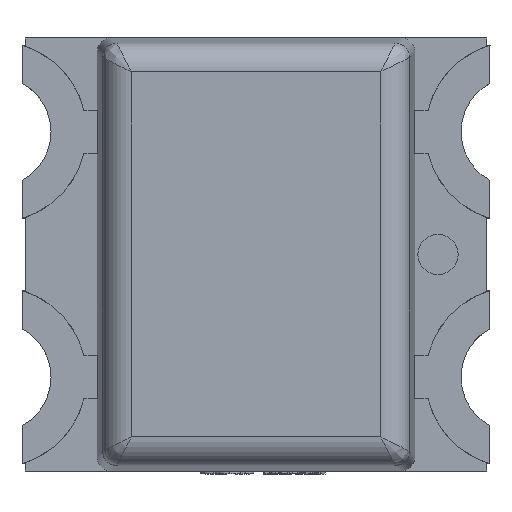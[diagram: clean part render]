
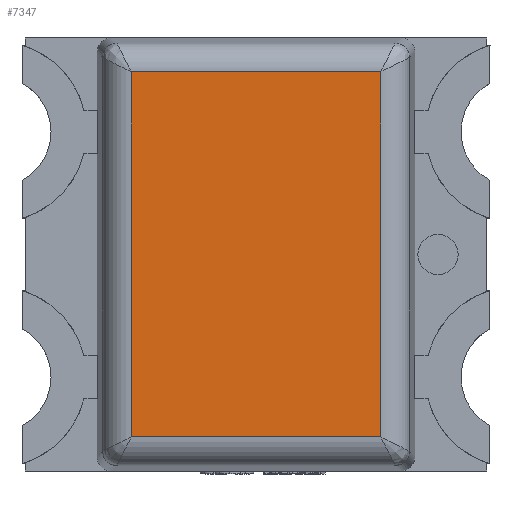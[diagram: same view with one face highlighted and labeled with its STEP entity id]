
A CAD part, top view. The second image highlights one B-rep face of the part: STEP entity #7347.
In plain terms, the highlighted planar face has unit normal (0, 0, 1).
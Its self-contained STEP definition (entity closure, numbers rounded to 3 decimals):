
#31 = ORIENTED_EDGE ( 'NONE', *, *, #7153, .T. ) ;
#593 = ORIENTED_EDGE ( 'NONE', *, *, #13998, .T. ) ;
#731 = EDGE_LOOP ( 'NONE', ( #31, #6938, #13542, #593 ) ) ;
#921 = DIRECTION ( 'NONE',  ( 0., 0., 1. ) ) ;
#1190 = VERTEX_POINT ( 'NONE', #2159 ) ;
#1489 = DIRECTION ( 'NONE',  ( 1., 0., 0. ) ) ;
#1943 = CARTESIAN_POINT ( 'NONE',  ( -0.432, -0.674, 0.58 ) ) ;
#2159 = CARTESIAN_POINT ( 'NONE',  ( -0.432, 0.632, 0.58 ) ) ;
#2275 = VECTOR ( 'NONE', #3197, 1000. ) ;
#2823 = VECTOR ( 'NONE', #1489, 1000. ) ;
#2899 = LINE ( 'NONE', #9367, #2275 ) ;
#3047 = DIRECTION ( 'NONE',  ( 0., -1., 0. ) ) ;
#3197 = DIRECTION ( 'NONE',  ( 0., 1., 0. ) ) ;
#4838 = EDGE_CURVE ( 'NONE', #15353, #15091, #15123, .T. ) ;
#5344 = CARTESIAN_POINT ( 'NONE',  ( 0.474, -0.632, 0.58 ) ) ;
#5549 = CARTESIAN_POINT ( 'NONE',  ( 0.432, -0.632, 0.58 ) ) ;
#5832 = CARTESIAN_POINT ( 'NONE',  ( -0.432, -0.632, 0.58 ) ) ;
#5894 = CARTESIAN_POINT ( 'NONE',  ( 0., 0., 0.58 ) ) ;
#6860 = CARTESIAN_POINT ( 'NONE',  ( -0.474, 0.632, 0.58 ) ) ;
#6938 = ORIENTED_EDGE ( 'NONE', *, *, #4838, .T. ) ;
#7153 = EDGE_CURVE ( 'NONE', #1190, #15353, #13099, .T. ) ;
#7268 = FACE_OUTER_BOUND ( 'NONE', #731, .T. ) ;
#7347 = ADVANCED_FACE ( 'NONE', ( #7268 ), #12213, .T. ) ;
#7665 = VECTOR ( 'NONE', #3047, 1000. ) ;
#8427 = EDGE_CURVE ( 'NONE', #15091, #13992, #2899, .T. ) ;
#8700 = AXIS2_PLACEMENT_3D ( 'NONE', #5894, #921, #15757 ) ;
#9367 = CARTESIAN_POINT ( 'NONE',  ( 0.432, 0.674, 0.58 ) ) ;
#9784 = VECTOR ( 'NONE', #14389, 1000. ) ;
#12213 = PLANE ( 'NONE',  #8700 ) ;
#13030 = CARTESIAN_POINT ( 'NONE',  ( 0.432, 0.632, 0.58 ) ) ;
#13099 = LINE ( 'NONE', #1943, #7665 ) ;
#13542 = ORIENTED_EDGE ( 'NONE', *, *, #8427, .T. ) ;
#13992 = VERTEX_POINT ( 'NONE', #13030 ) ;
#13998 = EDGE_CURVE ( 'NONE', #13992, #1190, #14232, .T. ) ;
#14232 = LINE ( 'NONE', #6860, #9784 ) ;
#14389 = DIRECTION ( 'NONE',  ( -1., 0., 0. ) ) ;
#15091 = VERTEX_POINT ( 'NONE', #5549 ) ;
#15123 = LINE ( 'NONE', #5344, #2823 ) ;
#15353 = VERTEX_POINT ( 'NONE', #5832 ) ;
#15757 = DIRECTION ( 'NONE',  ( 1., 0., 0. ) ) ;
